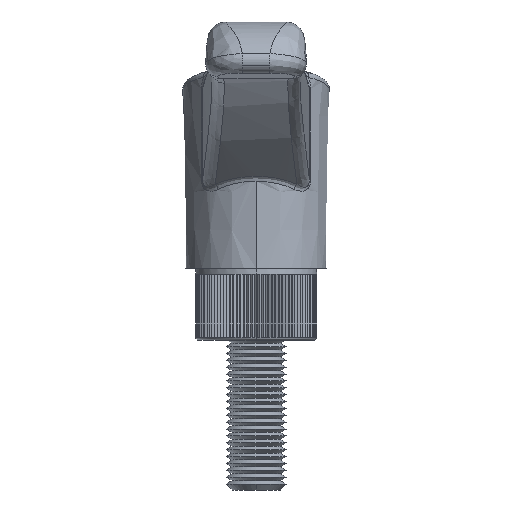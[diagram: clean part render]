
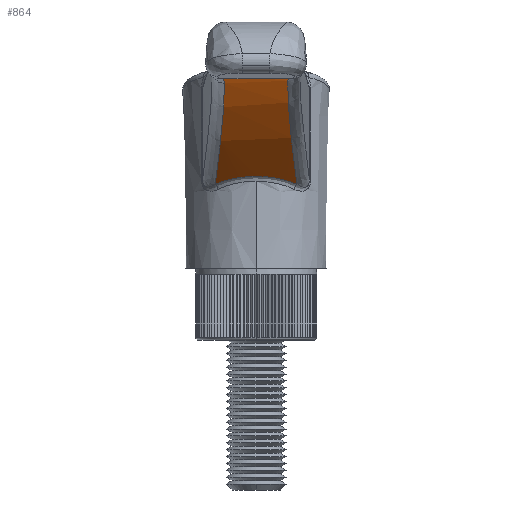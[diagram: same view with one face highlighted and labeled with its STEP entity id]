
A CAD part, left-side view. The second image highlights one B-rep face of the part: STEP entity #864.
In plain terms, the highlighted cylindrical face has radius 109.964 mm (diameter 219.929 mm), a partial arc.
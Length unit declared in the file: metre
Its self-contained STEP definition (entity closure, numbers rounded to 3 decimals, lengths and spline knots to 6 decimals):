
#864=ADVANCED_FACE('33:676',(#2206),#2207,.F.);
#2206=FACE_OUTER_BOUND('',#23980,.T.);
#2207=CYLINDRICAL_SURFACE('',#23981,0.109964);
#23980=EDGE_LOOP('',(#27125,#27126,#27127,#27128));
#23981=AXIS2_PLACEMENT_3D('',#27129,#27130,#27131);
#27125=ORIENTED_EDGE('',*,*,#31784,.F.);
#27126=ORIENTED_EDGE('',*,*,#31858,.F.);
#27127=ORIENTED_EDGE('',*,*,#31848,.T.);
#27128=ORIENTED_EDGE('',*,*,#31860,.F.);
#27129=CARTESIAN_POINT('',(0.68114,0.373271,-0.078835));
#27130=DIRECTION('',(0.,-1.0,0.));
#27131=DIRECTION('',(0.078,0.,0.997));
#31784=EDGE_CURVE('33:904',#33785,#33781,#33787,.T.);
#31848=EDGE_CURVE('33:1075',#33867,#33869,#33871,.F.);
#31858=EDGE_CURVE('33:1093',#33867,#33785,#33883,.T.);
#31860=EDGE_CURVE('33:1096',#33781,#33869,#33885,.T.);
#33781=VERTEX_POINT('',#37833);
#33785=VERTEX_POINT('',#37860);
#33787=B_SPLINE_CURVE_WITH_KNOTS('',3,(#37862,#37863,#37864,#37865,#37866,#37867,#37868,#37869,#37870,#37871,#37872,#37873,#37874),.UNSPECIFIED.,.F.,.F.,(4,3,3,3,4),(-0.014603,-0.009661,-0.004868,-0.001872,0.),.UNSPECIFIED.);
#33867=VERTEX_POINT('',#38299);
#33869=VERTEX_POINT('',#38316);
#33871=LINE('',#38324,#38325);
#33883=B_SPLINE_CURVE_WITH_KNOTS('',3,(#38399,#38400,#38401,#38402,#38403,#38404,#38405,#38406,#38407,#38408,#38409,#38410,#38411,#38412,#38413,#38414,#38415,#38416,#38417,#38418,#38419,#38420,#38421,#38422,#38423,#38424,#38425,#38426),.UNSPECIFIED.,.F.,.F.,(4,3,3,3,3,3,3,3,3,4),(-0.063191,-0.056023,-0.044957,-0.03804,-0.033717,-0.029395,-0.022478,-0.011412,-0.0,0.00084),.UNSPECIFIED.);
#33885=B_SPLINE_CURVE_WITH_KNOTS('',3,(#38428,#38429,#38430,#38431,#38432,#38433,#38434,#38435,#38436,#38437,#38438,#38439,#38440,#38441,#38442,#38443,#38444,#38445,#38446,#38447,#38448,#38449),.UNSPECIFIED.,.F.,.F.,(4,3,3,3,3,3,3,4),(-0.002208,0.010596,0.020658,0.029825,0.038839,0.049592,0.058817,0.06187),.UNSPECIFIED.);
#37833=CARTESIAN_POINT('',(0.743727,0.380082,0.011581));
#37860=CARTESIAN_POINT('',(0.743727,0.366459,0.011581));
#37862=CARTESIAN_POINT('',(0.743727,0.366459,0.011581));
#37863=CARTESIAN_POINT('',(0.7429,0.36777,0.012154));
#37864=CARTESIAN_POINT('',(0.74228,0.369295,0.012566));
#37865=CARTESIAN_POINT('',(0.741976,0.370908,0.012769));
#37866=CARTESIAN_POINT('',(0.74168,0.372472,0.012965));
#37867=CARTESIAN_POINT('',(0.741684,0.374129,0.012962));
#37868=CARTESIAN_POINT('',(0.741986,0.37569,0.012761));
#37869=CARTESIAN_POINT('',(0.742175,0.376666,0.012636));
#37870=CARTESIAN_POINT('',(0.742478,0.377613,0.012434));
#37871=CARTESIAN_POINT('',(0.742878,0.378501,0.012163));
#37872=CARTESIAN_POINT('',(0.743127,0.379055,0.011994));
#37873=CARTESIAN_POINT('',(0.743414,0.379585,0.011798));
#37874=CARTESIAN_POINT('',(0.743727,0.380082,0.011581));
#38299=CARTESIAN_POINT('',(0.689703,0.367509,0.030795));
#38316=CARTESIAN_POINT('',(0.689703,0.379031,0.030795));
#38324=CARTESIAN_POINT('',(0.689703,0.373271,0.030795));
#38325=VECTOR('',#41700,1.0);
#38399=CARTESIAN_POINT('',(0.689703,0.367509,0.030795));
#38400=CARTESIAN_POINT('',(0.692042,0.367626,0.030613));
#38401=CARTESIAN_POINT('',(0.694375,0.367722,0.030355));
#38402=CARTESIAN_POINT('',(0.696698,0.367796,0.030023));
#38403=CARTESIAN_POINT('',(0.700283,0.367911,0.029511));
#38404=CARTESIAN_POINT('',(0.703854,0.367976,0.028819));
#38405=CARTESIAN_POINT('',(0.707384,0.367992,0.027952));
#38406=CARTESIAN_POINT('',(0.70959,0.368002,0.02741));
#38407=CARTESIAN_POINT('',(0.711779,0.367993,0.026799));
#38408=CARTESIAN_POINT('',(0.713945,0.367967,0.026122));
#38409=CARTESIAN_POINT('',(0.715299,0.36795,0.025699));
#38410=CARTESIAN_POINT('',(0.716644,0.367927,0.02525));
#38411=CARTESIAN_POINT('',(0.717978,0.367896,0.024775));
#38412=CARTESIAN_POINT('',(0.719313,0.367866,0.024301));
#38413=CARTESIAN_POINT('',(0.720636,0.367829,0.023802));
#38414=CARTESIAN_POINT('',(0.721951,0.367786,0.023276));
#38415=CARTESIAN_POINT('',(0.724055,0.367717,0.022435));
#38416=CARTESIAN_POINT('',(0.726136,0.367631,0.021528));
#38417=CARTESIAN_POINT('',(0.728187,0.367531,0.020557));
#38418=CARTESIAN_POINT('',(0.731469,0.367371,0.019003));
#38419=CARTESIAN_POINT('',(0.734675,0.367172,0.017286));
#38420=CARTESIAN_POINT('',(0.737781,0.366943,0.01542));
#38421=CARTESIAN_POINT('',(0.740985,0.366707,0.013495));
#38422=CARTESIAN_POINT('',(0.74408,0.366439,0.011413));
#38423=CARTESIAN_POINT('',(0.747062,0.366147,0.009179));
#38424=CARTESIAN_POINT('',(0.747281,0.366126,0.009015));
#38425=CARTESIAN_POINT('',(0.7475,0.366104,0.00885));
#38426=CARTESIAN_POINT('',(0.747718,0.366083,0.008684));
#38428=CARTESIAN_POINT('',(0.747718,0.380458,0.008684));
#38429=CARTESIAN_POINT('',(0.744391,0.380127,0.011215));
#38430=CARTESIAN_POINT('',(0.740915,0.379825,0.013559));
#38431=CARTESIAN_POINT('',(0.737317,0.379564,0.015697));
#38432=CARTESIAN_POINT('',(0.73449,0.379359,0.017377));
#38433=CARTESIAN_POINT('',(0.731585,0.379179,0.018932));
#38434=CARTESIAN_POINT('',(0.728612,0.37903,0.020355));
#38435=CARTESIAN_POINT('',(0.725903,0.378895,0.021651));
#38436=CARTESIAN_POINT('',(0.72314,0.378785,0.022837));
#38437=CARTESIAN_POINT('',(0.720336,0.378705,0.023906));
#38438=CARTESIAN_POINT('',(0.71758,0.378625,0.024958));
#38439=CARTESIAN_POINT('',(0.714776,0.378574,0.025901));
#38440=CARTESIAN_POINT('',(0.711936,0.378554,0.026729));
#38441=CARTESIAN_POINT('',(0.708549,0.37853,0.027717));
#38442=CARTESIAN_POINT('',(0.705113,0.37855,0.028542));
#38443=CARTESIAN_POINT('',(0.701653,0.378617,0.029199));
#38444=CARTESIAN_POINT('',(0.698684,0.378674,0.029763));
#38445=CARTESIAN_POINT('',(0.695694,0.378765,0.030204));
#38446=CARTESIAN_POINT('',(0.69269,0.378893,0.030521));
#38447=CARTESIAN_POINT('',(0.691695,0.378935,0.030626));
#38448=CARTESIAN_POINT('',(0.6907,0.378981,0.030718));
#38449=CARTESIAN_POINT('',(0.689703,0.379031,0.030795));
#41700=DIRECTION('',(0.,-1.0,0.));
